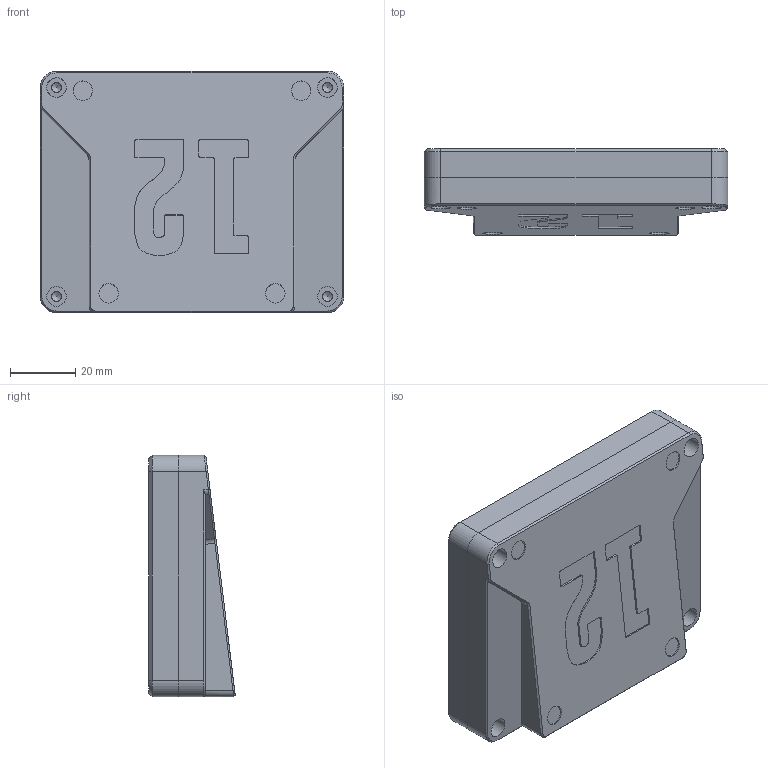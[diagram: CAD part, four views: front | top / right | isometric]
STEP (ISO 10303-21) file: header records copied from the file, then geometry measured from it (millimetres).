
FILE_DESCRIPTION(/* description */ (''),/* implementation_level */ '2;1');
FILE_NAME(/* name */ 'twelvekey.step',/* time_stamp */ '2021-04-05T13:05:23+02:00',/* author */ (''),/* organization */ (''),/* preprocessor_version */ 'ST-DEVELOPER v18.1',/* originating_system */ 'Autodesk Translation Framework v9.10.0.1330',/* authorisation */ '');
FILE_SCHEMA (('AUTOMOTIVE_DESIGN { 1 0 10303 214 3 1 1 }'));
Length unit declared in the file: millimetre
Products named in the file (4): Macropad; Top; Plate; Bottom
Assembly tree (3 placements, depth 2):
  Macropad
    Top
    Plate
    Bottom
Bounding box: 93.2 x 26.54 x 74.15 mm (x, y, z)
Volume: 69942.1 mm3; surface area: 36466.8 mm2
Topology: 3 solids, 3 shells, 433 faces, 1176 edges, 764 vertices
Faces by surface type: plane 198, cylinder 171, bspline 36, cone 28
Full cylindrical faces by diameter (mm): 2 x4, 3 x8, 6 x8
Entity records: 14425 total; most frequent: CARTESIAN_POINT 3284, ORIENTED_EDGE 2344, DIRECTION 2250, EDGE_CURVE 1172, AXIS2_PLACEMENT_3D 770, VERTEX_POINT 764, LINE 710, VECTOR 710
